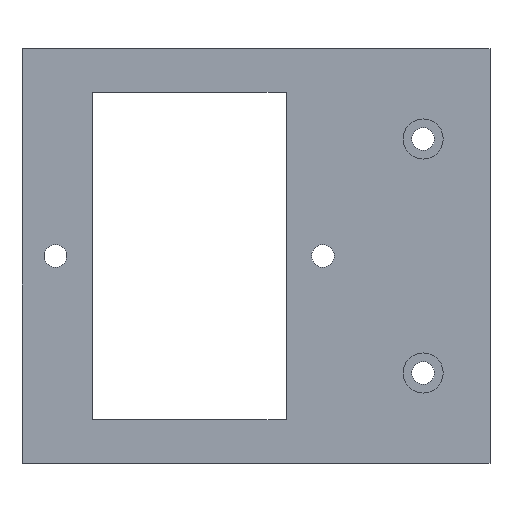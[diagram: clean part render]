
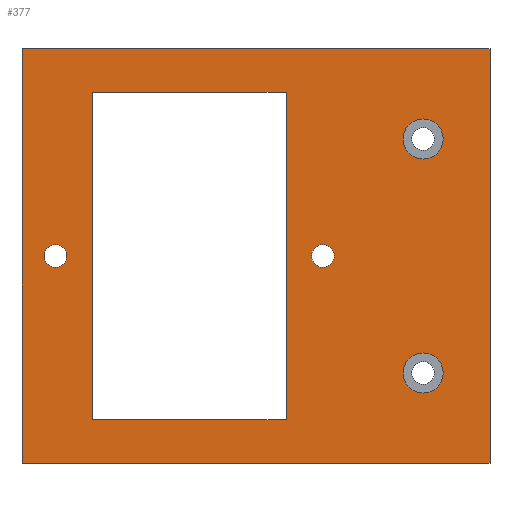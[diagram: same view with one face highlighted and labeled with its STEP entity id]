
A CAD part, top view. The second image highlights one B-rep face of the part: STEP entity #377.
In plain terms, the highlighted planar face has unit normal (0, 0, 1).
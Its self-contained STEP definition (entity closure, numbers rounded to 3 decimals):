
#19=FACE_BOUND('',#84,.T.);
#20=FACE_BOUND('',#85,.T.);
#21=FACE_BOUND('',#86,.T.);
#22=FACE_BOUND('',#87,.T.);
#23=FACE_BOUND('',#88,.T.);
#39=PLANE('',#432);
#59=FACE_OUTER_BOUND('',#83,.T.);
#83=EDGE_LOOP('',(#331,#332,#333,#334));
#84=EDGE_LOOP('',(#335));
#85=EDGE_LOOP('',(#336));
#86=EDGE_LOOP('',(#337,#338,#339,#340));
#87=EDGE_LOOP('',(#341));
#88=EDGE_LOOP('',(#342));
#97=LINE('',#566,#133);
#111=LINE('',#603,#147);
#114=LINE('',#609,#150);
#117=LINE('',#615,#153);
#120=LINE('',#619,#156);
#122=LINE('',#624,#158);
#125=LINE('',#630,#161);
#128=LINE('',#634,#164);
#133=VECTOR('',#470,10.);
#147=VECTOR('',#502,10.);
#150=VECTOR('',#507,10.);
#153=VECTOR('',#512,10.);
#156=VECTOR('',#517,10.);
#158=VECTOR('',#521,10.);
#161=VECTOR('',#526,10.);
#164=VECTOR('',#531,10.);
#165=CIRCLE('',#403,3.);
#168=CIRCLE('',#408,3.);
#173=CIRCLE('',#420,1.7);
#175=CIRCLE('',#423,1.7);
#177=VERTEX_POINT('',#538);
#180=VERTEX_POINT('',#547);
#185=VERTEX_POINT('',#564);
#186=VERTEX_POINT('',#565);
#193=VERTEX_POINT('',#585);
#195=VERTEX_POINT('',#591);
#199=VERTEX_POINT('',#600);
#200=VERTEX_POINT('',#602);
#202=VERTEX_POINT('',#608);
#204=VERTEX_POINT('',#614);
#206=VERTEX_POINT('',#623);
#208=VERTEX_POINT('',#629);
#209=EDGE_CURVE('',#177,#177,#165,.T.);
#213=EDGE_CURVE('',#180,#180,#168,.T.);
#221=EDGE_CURVE('',#185,#186,#97,.T.);
#231=EDGE_CURVE('',#193,#193,#173,.T.);
#234=EDGE_CURVE('',#195,#195,#175,.T.);
#239=EDGE_CURVE('',#200,#199,#111,.T.);
#242=EDGE_CURVE('',#202,#200,#114,.T.);
#245=EDGE_CURVE('',#204,#202,#117,.T.);
#248=EDGE_CURVE('',#199,#204,#120,.T.);
#250=EDGE_CURVE('',#206,#185,#122,.T.);
#253=EDGE_CURVE('',#208,#206,#125,.T.);
#256=EDGE_CURVE('',#186,#208,#128,.T.);
#331=ORIENTED_EDGE('',*,*,#256,.T.);
#332=ORIENTED_EDGE('',*,*,#253,.T.);
#333=ORIENTED_EDGE('',*,*,#250,.T.);
#334=ORIENTED_EDGE('',*,*,#221,.T.);
#335=ORIENTED_EDGE('',*,*,#209,.T.);
#336=ORIENTED_EDGE('',*,*,#213,.T.);
#337=ORIENTED_EDGE('',*,*,#248,.T.);
#338=ORIENTED_EDGE('',*,*,#245,.T.);
#339=ORIENTED_EDGE('',*,*,#242,.T.);
#340=ORIENTED_EDGE('',*,*,#239,.T.);
#341=ORIENTED_EDGE('',*,*,#234,.T.);
#342=ORIENTED_EDGE('',*,*,#231,.T.);
#377=ADVANCED_FACE('',(#59,#19,#20,#21,#22,#23),#39,.T.);
#403=AXIS2_PLACEMENT_3D('',#539,#438,#439);
#408=AXIS2_PLACEMENT_3D('',#548,#449,#450);
#420=AXIS2_PLACEMENT_3D('',#586,#486,#487);
#423=AXIS2_PLACEMENT_3D('',#592,#493,#494);
#432=AXIS2_PLACEMENT_3D('',#635,#532,#533);
#438=DIRECTION('center_axis',(0.,0.,-1.));
#439=DIRECTION('ref_axis',(1.,0.,0.));
#449=DIRECTION('center_axis',(0.,0.,-1.));
#450=DIRECTION('ref_axis',(1.,0.,0.));
#470=DIRECTION('',(0.,1.,0.));
#486=DIRECTION('center_axis',(0.,0.,-1.));
#487=DIRECTION('ref_axis',(-1.,0.,0.));
#493=DIRECTION('center_axis',(0.,0.,-1.));
#494=DIRECTION('ref_axis',(-1.,0.,0.));
#502=DIRECTION('',(0.,1.,0.));
#507=DIRECTION('',(-1.,0.,0.));
#512=DIRECTION('',(0.,-1.,0.));
#517=DIRECTION('',(1.,0.,0.));
#521=DIRECTION('',(1.,0.,0.));
#526=DIRECTION('',(0.,-1.,0.));
#531=DIRECTION('',(-1.,0.,0.));
#532=DIRECTION('center_axis',(0.,0.,1.));
#533=DIRECTION('ref_axis',(1.,0.,0.));
#538=CARTESIAN_POINT('',(57.,13.5,6.));
#539=CARTESIAN_POINT('Origin',(60.,13.5,6.));
#547=CARTESIAN_POINT('',(57.,48.5,6.));
#548=CARTESIAN_POINT('Origin',(60.,48.5,6.));
#564=CARTESIAN_POINT('',(70.,0.,6.));
#565=CARTESIAN_POINT('',(70.,62.,6.));
#566=CARTESIAN_POINT('',(70.,0.,6.));
#585=CARTESIAN_POINT('',(6.7,31.,6.));
#586=CARTESIAN_POINT('Origin',(5.,31.,6.));
#591=CARTESIAN_POINT('',(46.7,31.,6.));
#592=CARTESIAN_POINT('Origin',(45.,31.,6.));
#600=CARTESIAN_POINT('',(10.5,55.5,6.));
#602=CARTESIAN_POINT('',(10.5,6.5,6.));
#603=CARTESIAN_POINT('',(10.5,6.5,6.));
#608=CARTESIAN_POINT('',(39.5,6.5,6.));
#609=CARTESIAN_POINT('',(39.5,6.5,6.));
#614=CARTESIAN_POINT('',(39.5,55.5,6.));
#615=CARTESIAN_POINT('',(39.5,55.5,6.));
#619=CARTESIAN_POINT('',(10.5,55.5,6.));
#623=CARTESIAN_POINT('',(0.,0.,6.));
#624=CARTESIAN_POINT('',(0.,0.,6.));
#629=CARTESIAN_POINT('',(0.,62.,6.));
#630=CARTESIAN_POINT('',(0.,62.,6.));
#634=CARTESIAN_POINT('',(70.,62.,6.));
#635=CARTESIAN_POINT('Origin',(25.,31.,6.));
